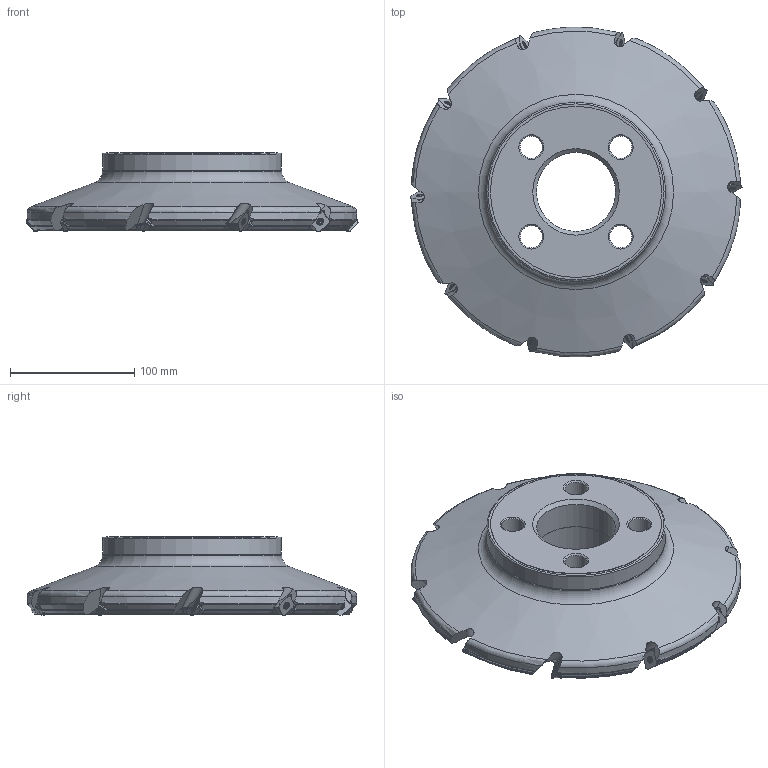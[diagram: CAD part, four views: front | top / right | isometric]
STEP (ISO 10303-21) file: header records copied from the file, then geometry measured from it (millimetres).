
FILE_DESCRIPTION(/* description */ (''),/* implementation_level */ '2;1');
FILE_NAME(/* name */ 'toolassembly_1.stp',/* time_stamp */ '2019-05-02T16:50:57+02:00',/* author */ (''),/* organization */ ('SMS'),/* preprocessor_version */ 'ST-DEVELOPER v15',/* originating_system */ 'SIEMENS PLM Software NX 8.5',/* authorisation */ '');
FILE_SCHEMA (('AUTOMOTIVE_DESIGN { 1 0 10303 214 3 1 1 1 }'));
Length unit declared in the file: millimetre
Products named in the file (4): CUT_20190502165018; NOCUT_20190502164939; ASSEMBLY_CONSTRUCTION; TOOLASSEMBLY_1
Assembly tree (12 placements, depth 2):
  TOOLASSEMBLY_1
    ASSEMBLY_CONSTRUCTION
    NOCUT_20190502164939
    CUT_20190502165018  x10
Bounding box: 266.73 x 264.79 x 63 mm (x, y, z)
Volume: 1367329.3 mm3; surface area: 154000.3 mm2
Topology: 11 solids, 11 shells, 1450 faces, 4393 edges, 3034 vertices
Faces by surface type: plane 548, extrusion 370, cylinder 173, cone 172, torus 147, sphere 40
Full cylindrical faces by diameter (mm): 3.5 x10, 4.1 x10, 5.25 x10, 18 x4, 27 x4, 63.515 x1, 63.8 x1, 137.5 x1, 143.5 x1, 144 x1
Entity records: 44347 total; most frequent: CARTESIAN_POINT 17579, ORIENTED_EDGE 5788, DIRECTION 5129, EDGE_CURVE 2894, AXIS2_PLACEMENT_3D 2050, VERTEX_POINT 1952, EDGE_LOOP 1218, ADVANCED_FACE 1081
